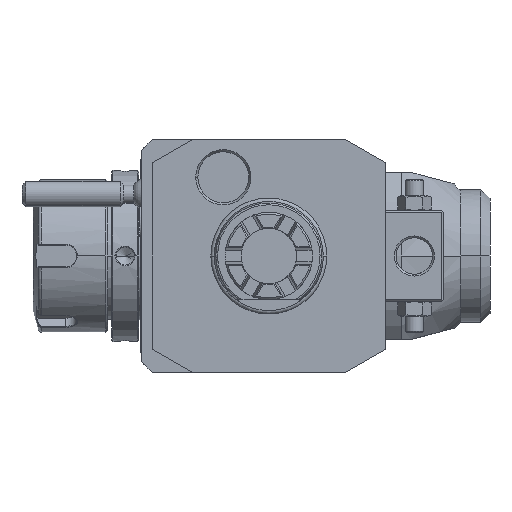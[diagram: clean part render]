
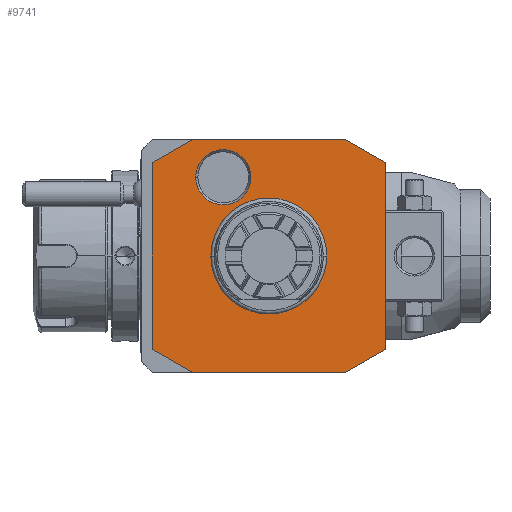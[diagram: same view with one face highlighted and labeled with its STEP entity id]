
A CAD part, front view. The second image highlights one B-rep face of the part: STEP entity #9741.
In plain terms, the highlighted planar face has unit normal (0, -1, 0).
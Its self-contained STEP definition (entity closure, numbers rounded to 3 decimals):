
#1=DIRECTION('',(0.866,0.,0.5));
#2=VECTOR('',#1,12.702);
#3=CARTESIAN_POINT('',(21.,0.,-32.));
#4=LINE('',#3,#2);
#5=DIRECTION('',(1.,0.,0.));
#6=VECTOR('',#5,42.);
#7=CARTESIAN_POINT('',(-21.,0.,-32.));
#8=LINE('',#7,#6);
#9=DIRECTION('',(0.866,0.,-0.5));
#10=VECTOR('',#9,12.702);
#11=CARTESIAN_POINT('',(-32.,0.,-25.649));
#12=LINE('',#11,#10);
#13=DIRECTION('',(0.,0.,-1.));
#14=VECTOR('',#13,51.298);
#15=CARTESIAN_POINT('',(-32.,0.,25.649));
#16=LINE('',#15,#14);
#17=DIRECTION('',(-0.866,0.,-0.5));
#18=VECTOR('',#17,12.702);
#19=CARTESIAN_POINT('',(-21.,0.,32.));
#20=LINE('',#19,#18);
#21=DIRECTION('',(-1.,0.,0.));
#22=VECTOR('',#21,42.);
#23=CARTESIAN_POINT('',(21.,0.,32.));
#24=LINE('',#23,#22);
#25=DIRECTION('',(-0.866,0.,0.5));
#26=VECTOR('',#25,12.702);
#27=CARTESIAN_POINT('',(32.,0.,25.649));
#28=LINE('',#27,#26);
#29=DIRECTION('',(0.,0.,1.));
#30=VECTOR('',#29,51.298);
#31=CARTESIAN_POINT('',(32.,0.,-25.649));
#32=LINE('',#31,#30);
#33=CARTESIAN_POINT('',(-12.5,0.,21.651));
#34=DIRECTION('',(0.,1.,0.));
#35=DIRECTION('',(1.,0.,0.));
#36=AXIS2_PLACEMENT_3D('',#33,#34,#35);
#38=CARTESIAN_POINT('',(-12.5,0.,21.651));
#39=DIRECTION('',(0.,1.,0.));
#40=DIRECTION('',(-1.,0.,0.));
#41=AXIS2_PLACEMENT_3D('',#38,#39,#40);
#6866=CARTESIAN_POINT('',(0.,0.,0.));
#6867=DIRECTION('',(0.,-1.,0.));
#6868=DIRECTION('',(1.,0.,0.));
#6869=AXIS2_PLACEMENT_3D('',#6866,#6867,#6868);
#6871=CARTESIAN_POINT('',(0.,0.,0.));
#6872=DIRECTION('',(0.,-1.,0.));
#6873=DIRECTION('',(-1.,0.,0.));
#6874=AXIS2_PLACEMENT_3D('',#6871,#6872,#6873);
#8641=CARTESIAN_POINT('',(-4.923,0.,
21.651));
#8642=CARTESIAN_POINT('',(-20.077,0.,
21.651));
#8643=VERTEX_POINT('',#8641);
#8644=VERTEX_POINT('',#8642);
#9496=CARTESIAN_POINT('',(21.,0.,-32.));
#9497=CARTESIAN_POINT('',(32.,0.,-25.649));
#9498=VERTEX_POINT('',#9496);
#9499=VERTEX_POINT('',#9497);
#9500=CARTESIAN_POINT('',(32.,0.,25.649));
#9501=VERTEX_POINT('',#9500);
#9502=CARTESIAN_POINT('',(21.,0.,32.));
#9503=VERTEX_POINT('',#9502);
#9504=CARTESIAN_POINT('',(-21.,0.,32.));
#9505=VERTEX_POINT('',#9504);
#9506=CARTESIAN_POINT('',(-32.,0.,25.649));
#9507=VERTEX_POINT('',#9506);
#9508=CARTESIAN_POINT('',(-32.,0.,-25.649));
#9509=VERTEX_POINT('',#9508);
#9510=CARTESIAN_POINT('',(-21.,0.,-32.));
#9511=VERTEX_POINT('',#9510);
#9572=CARTESIAN_POINT('',(15.783,0.,0.));
#9573=CARTESIAN_POINT('',(-15.783,0.,0.));
#9574=VERTEX_POINT('',#9572);
#9575=VERTEX_POINT('',#9573);
#9706=CARTESIAN_POINT('',(0.,0.,0.));
#9707=DIRECTION('',(0.,-1.,0.));
#9708=DIRECTION('',(-1.,0.,0.));
#9709=AXIS2_PLACEMENT_3D('',#9706,#9707,#9708);
#9710=PLANE('',#9709);
#9712=ORIENTED_EDGE('',*,*,#9711,.F.);
#9714=ORIENTED_EDGE('',*,*,#9713,.F.);
#9716=ORIENTED_EDGE('',*,*,#9715,.F.);
#9718=ORIENTED_EDGE('',*,*,#9717,.F.);
#9720=ORIENTED_EDGE('',*,*,#9719,.F.);
#9722=ORIENTED_EDGE('',*,*,#9721,.F.);
#9724=ORIENTED_EDGE('',*,*,#9723,.F.);
#9726=ORIENTED_EDGE('',*,*,#9725,.F.);
#9727=EDGE_LOOP('',(#9712,#9714,#9716,#9718,#9720,#9722,#9724,#9726));
#9728=FACE_OUTER_BOUND('',#9727,.F.);
#9730=ORIENTED_EDGE('',*,*,#9729,.T.);
#9732=ORIENTED_EDGE('',*,*,#9731,.T.);
#9733=EDGE_LOOP('',(#9730,#9732));
#9734=FACE_BOUND('',#9733,.F.);
#9736=ORIENTED_EDGE('',*,*,#9735,.F.);
#9738=ORIENTED_EDGE('',*,*,#9737,.F.);
#9739=EDGE_LOOP('',(#9736,#9738));
#9740=FACE_BOUND('',#9739,.F.);
#37=CIRCLE('',#36,7.577);
#42=CIRCLE('',#41,7.577);
#6870=CIRCLE('',#6869,15.783);
#6875=CIRCLE('',#6874,15.783);
#9711=EDGE_CURVE('',#9498,#9499,#4,.T.);
#9713=EDGE_CURVE('',#9511,#9498,#8,.T.);
#9715=EDGE_CURVE('',#9509,#9511,#12,.T.);
#9717=EDGE_CURVE('',#9507,#9509,#16,.T.);
#9719=EDGE_CURVE('',#9505,#9507,#20,.T.);
#9721=EDGE_CURVE('',#9503,#9505,#24,.T.);
#9723=EDGE_CURVE('',#9501,#9503,#28,.T.);
#9725=EDGE_CURVE('',#9499,#9501,#32,.T.);
#9729=EDGE_CURVE('',#9574,#9575,#6870,.T.);
#9731=EDGE_CURVE('',#9575,#9574,#6875,.T.);
#9735=EDGE_CURVE('',#8643,#8644,#37,.T.);
#9737=EDGE_CURVE('',#8644,#8643,#42,.T.);
#9741=ADVANCED_FACE('',(#9728,#9734,#9740),#9710,.T.);
